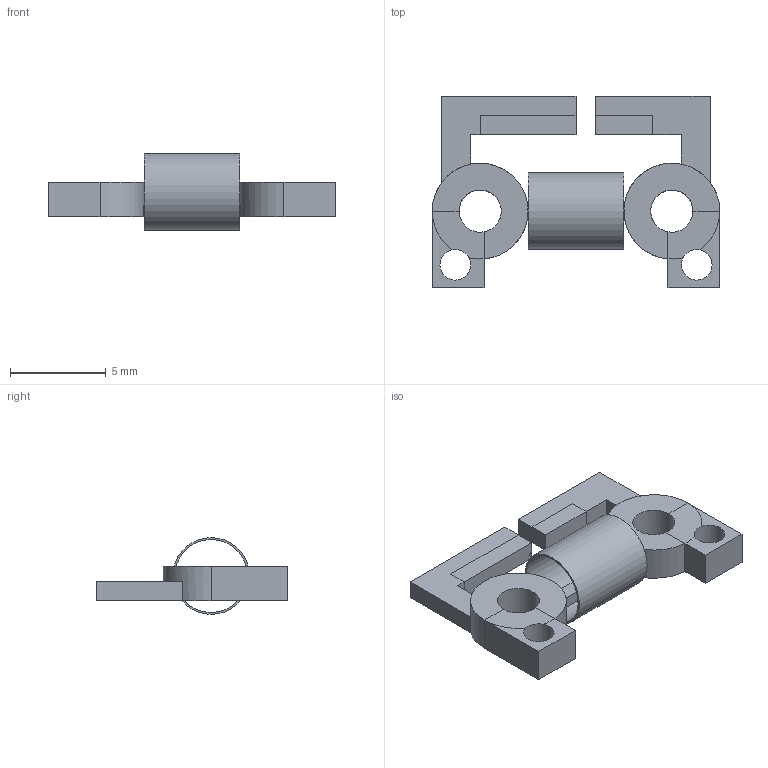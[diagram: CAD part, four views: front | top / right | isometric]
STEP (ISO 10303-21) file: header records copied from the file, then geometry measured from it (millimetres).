
FILE_DESCRIPTION(('FreeCAD Model'),'2;1');
FILE_NAME('bowtie_prototype_1_cut.step', '2019-04-30T21:41:57',('Author'),(''), 'Open CASCADE STEP processor 7.3','FreeCAD','Unknown');
FILE_SCHEMA(('AUTOMOTIVE_DESIGN { 1 0 10303 214 1 1 1 1 }'));
Length unit declared in the file: millimetre
Products named in the file (2): Cut003; Cut002
Bounding box: 15 x 10 x 4 mm (x, y, z)
Volume: 109.4 mm3; surface area: 431.8 mm2
Topology: 2 solids, 2 shells, 70 faces, 185 edges, 112 vertices
Faces by surface type: plane 57, cylinder 13
Full cylindrical faces by diameter (mm): 0.33 x1, 0.4 x1, 0.7 x1, 1.6 x2, 2.2 x2, 3.8 x1, 4 x1
Entity records: 5149 total; most frequent: CARTESIAN_POINT 928, DIRECTION 702, ORIENTED_EDGE 370, PCURVE 370, DEFINITIONAL_REPRESENTATION 370, LINE 339, VECTOR 339, EDGE_CURVE 185
